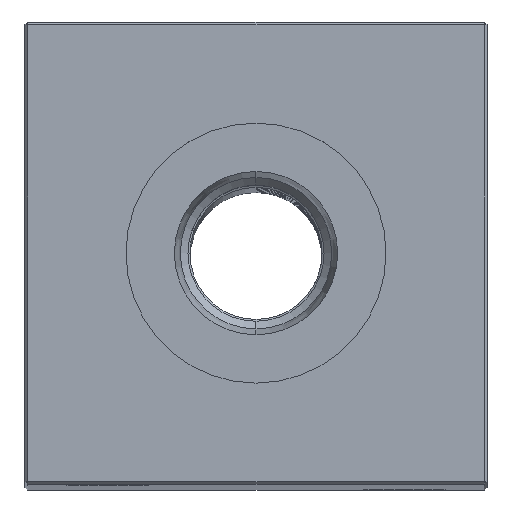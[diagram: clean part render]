
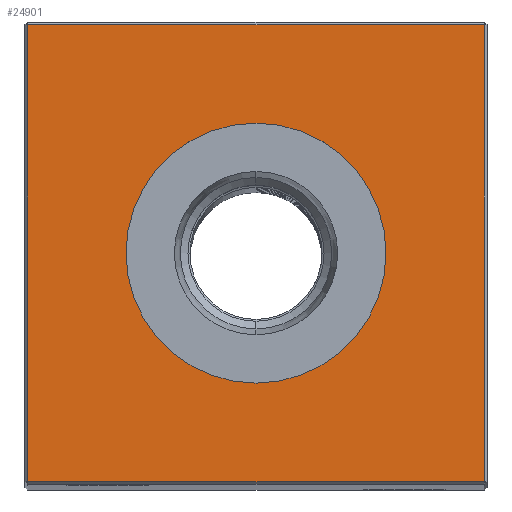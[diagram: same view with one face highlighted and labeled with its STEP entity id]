
A CAD part, top view. The second image highlights one B-rep face of the part: STEP entity #24901.
In plain terms, the highlighted planar face has unit normal (0, 0, 1).
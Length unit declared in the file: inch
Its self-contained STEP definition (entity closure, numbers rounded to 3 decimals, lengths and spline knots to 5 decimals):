
#148 = VERTEX_POINT ( 'NONE', #15897 ) ;
#434 = VERTEX_POINT ( 'NONE', #4787 ) ;
#602 = DIRECTION ( 'NONE',  ( 0., 0., -1. ) ) ;
#854 = LINE ( 'NONE', #20405, #17594 ) ;
#1763 = DIRECTION ( 'NONE',  ( 0., 0., -1. ) ) ;
#1878 = VERTEX_POINT ( 'NONE', #14089 ) ;
#2438 = DIRECTION ( 'NONE',  ( 0., 1., 0. ) ) ;
#2500 = EDGE_CURVE ( 'NONE', #9011, #17385, #16172, .T. ) ;
#2533 = EDGE_CURVE ( 'NONE', #1878, #434, #10577, .T. ) ;
#2699 = CARTESIAN_POINT ( 'NONE',  ( 0., 0.865, 12.5 ) ) ;
#2735 = CARTESIAN_POINT ( 'NONE',  ( -0.865, 0., 12.5 ) ) ;
#2886 = EDGE_LOOP ( 'NONE', ( #22641, #12709, #13387, #19560 ) ) ;
#3766 = PLANE ( 'NONE',  #25956 ) ;
#4547 = DIRECTION ( 'NONE',  ( -1., 0., 0. ) ) ;
#4787 = CARTESIAN_POINT ( 'NONE',  ( -0.865, 0.865, 12.5 ) ) ;
#7053 = VECTOR ( 'NONE', #19564, 39.37008 ) ;
#7552 = DIRECTION ( 'NONE',  ( -1., 0., 0. ) ) ;
#7716 = FACE_OUTER_BOUND ( 'NONE', #2886, .T. ) ;
#7839 = FACE_BOUND ( 'NONE', #21847, .T. ) ;
#8214 = ORIENTED_EDGE ( 'NONE', *, *, #2500, .T. ) ;
#8330 = CIRCLE ( 'NONE', #22964, 0.49213 ) ;
#8997 = CARTESIAN_POINT ( 'NONE',  ( 0., 0., 12.5 ) ) ;
#9011 = VERTEX_POINT ( 'NONE', #14482 ) ;
#10577 = LINE ( 'NONE', #2699, #11132 ) ;
#11132 = VECTOR ( 'NONE', #4547, 39.37008 ) ;
#11555 = LINE ( 'NONE', #13921, #7053 ) ;
#11792 = EDGE_CURVE ( 'NONE', #434, #148, #14925, .T. ) ;
#11876 = VERTEX_POINT ( 'NONE', #14000 ) ;
#12709 = ORIENTED_EDGE ( 'NONE', *, *, #12982, .T. ) ;
#12982 = EDGE_CURVE ( 'NONE', #148, #11876, #11555, .T. ) ;
#13081 = DIRECTION ( 'NONE',  ( 0., -1., 0. ) ) ;
#13387 = ORIENTED_EDGE ( 'NONE', *, *, #24463, .T. ) ;
#13921 = CARTESIAN_POINT ( 'NONE',  ( 0., -0.865, 12.5 ) ) ;
#14000 = CARTESIAN_POINT ( 'NONE',  ( 0.865, -0.865, 12.5 ) ) ;
#14089 = CARTESIAN_POINT ( 'NONE',  ( 0.865, 0.865, 12.5 ) ) ;
#14482 = CARTESIAN_POINT ( 'NONE',  ( 0., 0.49213, 12.5 ) ) ;
#14899 = AXIS2_PLACEMENT_3D ( 'NONE', #8997, #602, #15025 ) ;
#14925 = LINE ( 'NONE', #2735, #17926 ) ;
#15025 = DIRECTION ( 'NONE',  ( -1., 0., 0. ) ) ;
#15577 = DIRECTION ( 'NONE',  ( 0., 0., -1. ) ) ;
#15827 = CARTESIAN_POINT ( 'NONE',  ( 0., 0., 12.5 ) ) ;
#15897 = CARTESIAN_POINT ( 'NONE',  ( -0.865, -0.865, 12.5 ) ) ;
#16172 = CIRCLE ( 'NONE', #14899, 0.49213 ) ;
#17385 = VERTEX_POINT ( 'NONE', #22800 ) ;
#17594 = VECTOR ( 'NONE', #2438, 39.37008 ) ;
#17926 = VECTOR ( 'NONE', #13081, 39.37008 ) ;
#19560 = ORIENTED_EDGE ( 'NONE', *, *, #2533, .T. ) ;
#19564 = DIRECTION ( 'NONE',  ( 1., 0., 0. ) ) ;
#20405 = CARTESIAN_POINT ( 'NONE',  ( 0.865, 0., 12.5 ) ) ;
#21696 = CARTESIAN_POINT ( 'NONE',  ( 0., 0., 12.5 ) ) ;
#21847 = EDGE_LOOP ( 'NONE', ( #8214, #22007 ) ) ;
#22007 = ORIENTED_EDGE ( 'NONE', *, *, #22476, .T. ) ;
#22476 = EDGE_CURVE ( 'NONE', #17385, #9011, #8330, .T. ) ;
#22641 = ORIENTED_EDGE ( 'NONE', *, *, #11792, .T. ) ;
#22800 = CARTESIAN_POINT ( 'NONE',  ( 0., -0.49213, 12.5 ) ) ;
#22964 = AXIS2_PLACEMENT_3D ( 'NONE', #21696, #1763, #7552 ) ;
#24463 = EDGE_CURVE ( 'NONE', #11876, #1878, #854, .T. ) ;
#24901 = ADVANCED_FACE ( 'NONE', ( #7716, #7839 ), #3766, .F. ) ;
#25396 = DIRECTION ( 'NONE',  ( -1., 0., 0. ) ) ;
#25956 = AXIS2_PLACEMENT_3D ( 'NONE', #15827, #15577, #25396 ) ;
